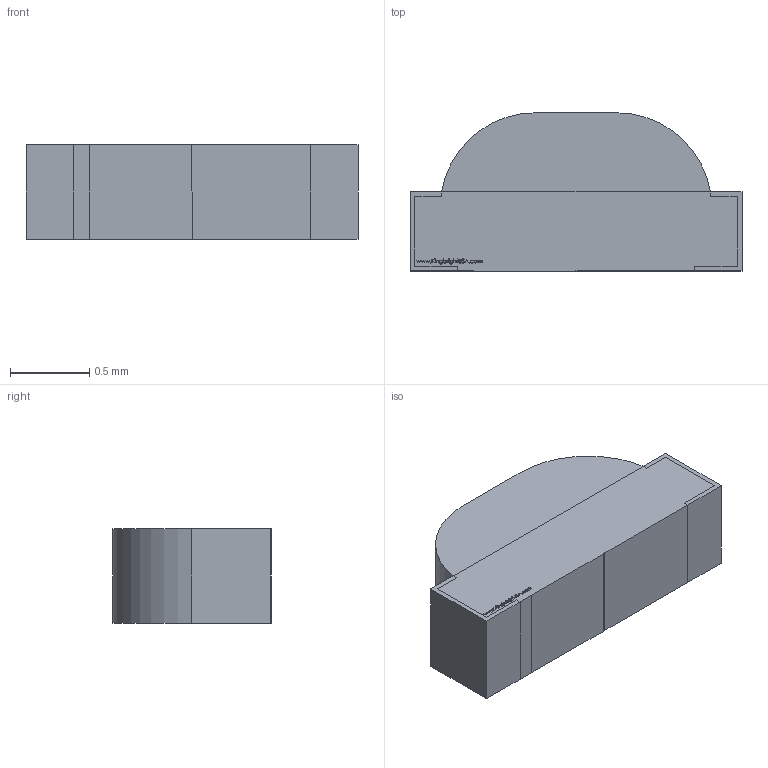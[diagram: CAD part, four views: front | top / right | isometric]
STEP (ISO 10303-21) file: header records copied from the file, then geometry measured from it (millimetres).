
FILE_DESCRIPTION (( 'STEP AP214' ), '1' );
FILE_NAME ('APA2106.STEP', '2010-11-30T21:17:14', ( '' ), ( '' ), 'SwSTEP 2.0', 'SolidWorks 2008', '' );
FILE_SCHEMA (( 'AUTOMOTIVE_DESIGN' ));
Length unit declared in the file: millimetre
Products named in the file (1): APA2106
Bounding box: 2.1 x 1 x 0.6 mm (x, y, z)
Volume: 1.1 mm3; surface area: 11.2 mm2
Topology: 4 solids, 4 shells, 327 faces, 873 edges, 582 vertices
Faces by surface type: plane 209, bspline 116, cylinder 2
Entity records: 19194 total; most frequent: CARTESIAN_POINT 8171, ORIENTED_EDGE 1746, DIRECTION 1069, EDGE_CURVE 873, LINE 637, VECTOR 637, VERTEX_POINT 582, EDGE_LOOP 355
